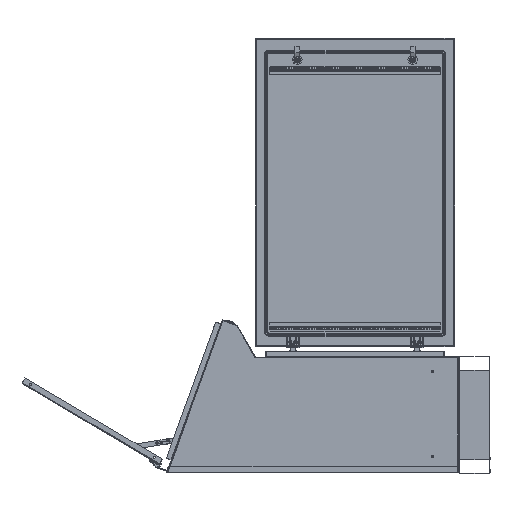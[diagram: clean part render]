
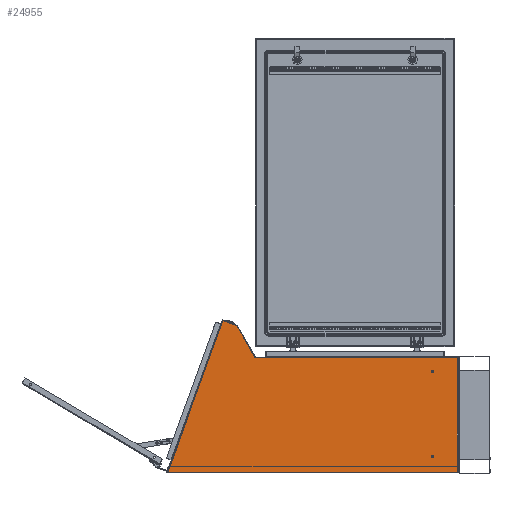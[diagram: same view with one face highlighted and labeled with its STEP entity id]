
A CAD part, left-side view. The second image highlights one B-rep face of the part: STEP entity #24955.
In plain terms, the highlighted face is planar.
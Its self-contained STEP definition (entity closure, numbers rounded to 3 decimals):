
#317 = ORIENTED_EDGE ( 'NONE', *, *, #3868, .T. ) ;
#958 = VERTEX_POINT ( 'NONE', #34869 ) ;
#1812 = CARTESIAN_POINT ( 'NONE',  ( 0., 619.864, 0. ) ) ;
#2252 = PLANE ( 'NONE',  #29330 ) ;
#3868 = EDGE_CURVE ( 'NONE', #958, #20971, #20550, .T. ) ;
#4792 = VERTEX_POINT ( 'NONE', #43679 ) ;
#4914 = CARTESIAN_POINT ( 'NONE',  ( -319.49, 82.5, 0. ) ) ;
#5374 = DIRECTION ( 'NONE',  ( 0., 0., 1. ) ) ;
#5442 = LINE ( 'NONE', #21604, #33038 ) ;
#7022 = VERTEX_POINT ( 'NONE', #17872 ) ;
#8165 = FACE_BOUND ( 'NONE', #63652, .T. ) ;
#9247 = VERTEX_POINT ( 'NONE', #44107 ) ;
#9328 = DIRECTION ( 'NONE',  ( 0., 0., 1. ) ) ;
#9449 = EDGE_CURVE ( 'NONE', #4792, #50059, #16056, .T. ) ;
#9611 = VERTEX_POINT ( 'NONE', #59794 ) ;
#12920 = EDGE_CURVE ( 'NONE', #53664, #9247, #46845, .T. ) ;
#13140 = ORIENTED_EDGE ( 'NONE', *, *, #17882, .T. ) ;
#13686 = FACE_BOUND ( 'NONE', #51865, .T. ) ;
#13800 = DIRECTION ( 'NONE',  ( 0., -1., 0. ) ) ;
#14091 = CIRCLE ( 'NONE', #71969, 0.5 ) ;
#14448 = ORIENTED_EDGE ( 'NONE', *, *, #73813, .T. ) ;
#14840 = FACE_OUTER_BOUND ( 'NONE', #24769, .T. ) ;
#14911 = DIRECTION ( 'NONE',  ( 0., 1., 0. ) ) ;
#15333 = ORIENTED_EDGE ( 'NONE', *, *, #71447, .F. ) ;
#15684 = DIRECTION ( 'NONE',  ( 0., 1., 0. ) ) ;
#16056 = LINE ( 'NONE', #75927, #34545 ) ;
#17134 = VECTOR ( 'NONE', #75275, 1000. ) ;
#17872 = CARTESIAN_POINT ( 'NONE',  ( -320.49, 82.5, 0. ) ) ;
#17882 = EDGE_CURVE ( 'NONE', #9611, #48325, #35019, .T. ) ;
#19448 = VERTEX_POINT ( 'NONE', #28000 ) ;
#20033 = ORIENTED_EDGE ( 'NONE', *, *, #12920, .F. ) ;
#20079 = ORIENTED_EDGE ( 'NONE', *, *, #68038, .F. ) ;
#20550 = LINE ( 'NONE', #27261, #17134 ) ;
#20578 = CIRCLE ( 'NONE', #29447, 0.5 ) ;
#20931 = VECTOR ( 'NONE', #13800, 1000. ) ;
#20971 = VERTEX_POINT ( 'NONE', #73551 ) ;
#21579 = DIRECTION ( 'NONE',  ( -0.94, 0.342, 0. ) ) ;
#21604 = CARTESIAN_POINT ( 'NONE',  ( 119.947, 761.227, 0. ) ) ;
#22037 = AXIS2_PLACEMENT_3D ( 'NONE', #35132, #64256, #59131 ) ;
#22716 = CARTESIAN_POINT ( 'NONE',  ( -319.99, 82.5, 0. ) ) ;
#22792 = DIRECTION ( 'NONE',  ( 1., 0., 0. ) ) ;
#23231 = EDGE_CURVE ( 'NONE', #20971, #4792, #5442, .T. ) ;
#24769 = EDGE_LOOP ( 'NONE', ( #55251, #63308, #14448, #13140, #61865, #317, #45233, #44785 ) ) ;
#24955 = ADVANCED_FACE ( 'NONE', ( #8165, #13686, #14840 ), #2252, .T. ) ;
#25472 = DIRECTION ( 'NONE',  ( 0., 0., 1. ) ) ;
#25977 = LINE ( 'NONE', #38176, #56163 ) ;
#26048 = LINE ( 'NONE', #62664, #20931 ) ;
#26307 = CARTESIAN_POINT ( 'NONE',  ( 0., 0., 0. ) ) ;
#27261 = CARTESIAN_POINT ( 'NONE',  ( 102.846, 714.242, 0. ) ) ;
#27852 = EDGE_CURVE ( 'NONE', #7022, #63095, #20578, .T. ) ;
#28000 = CARTESIAN_POINT ( 'NONE',  ( -369.99, 2.5, 0. ) ) ;
#29330 = AXIS2_PLACEMENT_3D ( 'NONE', #26307, #9328, #38908 ) ;
#29447 = AXIS2_PLACEMENT_3D ( 'NONE', #22716, #5374, #65271 ) ;
#30432 = EDGE_CURVE ( 'NONE', #19448, #59538, #25977, .T. ) ;
#31608 = DIRECTION ( 'NONE',  ( 0., 1., 0. ) ) ;
#33038 = VECTOR ( 'NONE', #58253, 1000. ) ;
#34545 = VECTOR ( 'NONE', #21579, 1000. ) ;
#34869 = CARTESIAN_POINT ( 'NONE',  ( 0., 654.864, 0. ) ) ;
#35019 = LINE ( 'NONE', #51552, #51906 ) ;
#35132 = CARTESIAN_POINT ( 'NONE',  ( -319.99, 82.5, 0. ) ) ;
#37696 = DIRECTION ( 'NONE',  ( 1., 0., 0. ) ) ;
#38176 = CARTESIAN_POINT ( 'NONE',  ( -369.99, 2.5, 0. ) ) ;
#38362 = CARTESIAN_POINT ( 'NONE',  ( 0., 2.5, 0. ) ) ;
#38908 = DIRECTION ( 'NONE',  ( 1., 0., 0. ) ) ;
#39963 = VECTOR ( 'NONE', #14911, 1000. ) ;
#40528 = CARTESIAN_POINT ( 'NONE',  ( -369.99, 936.889, 0. ) ) ;
#41867 = EDGE_CURVE ( 'NONE', #50059, #19448, #26048, .T. ) ;
#43244 = CARTESIAN_POINT ( 'NONE',  ( -44.99, 82.5, 0. ) ) ;
#43679 = CARTESIAN_POINT ( 'NONE',  ( 119.092, 758.877, 0. ) ) ;
#43956 = ORIENTED_EDGE ( 'NONE', *, *, #27852, .F. ) ;
#44107 = CARTESIAN_POINT ( 'NONE',  ( -45.49, 82.5, 0. ) ) ;
#44384 = AXIS2_PLACEMENT_3D ( 'NONE', #70448, #76748, #22792 ) ;
#44785 = ORIENTED_EDGE ( 'NONE', *, *, #9449, .T. ) ;
#45233 = ORIENTED_EDGE ( 'NONE', *, *, #23231, .T. ) ;
#46845 = CIRCLE ( 'NONE', #44384, 0.5 ) ;
#47004 = EDGE_CURVE ( 'NONE', #48325, #958, #62338, .T. ) ;
#48325 = VERTEX_POINT ( 'NONE', #1812 ) ;
#50004 = DIRECTION ( 'NONE',  ( 1., 0., 0. ) ) ;
#50059 = VERTEX_POINT ( 'NONE', #40528 ) ;
#51552 = CARTESIAN_POINT ( 'NONE',  ( 0., 46.75, 0. ) ) ;
#51865 = EDGE_LOOP ( 'NONE', ( #20079, #20033 ) ) ;
#51906 = VECTOR ( 'NONE', #15684, 1000. ) ;
#53664 = VERTEX_POINT ( 'NONE', #65960 ) ;
#55251 = ORIENTED_EDGE ( 'NONE', *, *, #41867, .T. ) ;
#56044 = CIRCLE ( 'NONE', #22037, 0.5 ) ;
#56163 = VECTOR ( 'NONE', #50004, 1000. ) ;
#56715 = LINE ( 'NONE', #68890, #39963 ) ;
#56757 = VECTOR ( 'NONE', #31608, 1000. ) ;
#58253 = DIRECTION ( 'NONE',  ( 0.342, 0.94, 0. ) ) ;
#59131 = DIRECTION ( 'NONE',  ( 1., 0., 0. ) ) ;
#59538 = VERTEX_POINT ( 'NONE', #38362 ) ;
#59794 = CARTESIAN_POINT ( 'NONE',  ( 0., 46.75, 0. ) ) ;
#60757 = CARTESIAN_POINT ( 'NONE',  ( 0., 0., 0. ) ) ;
#61865 = ORIENTED_EDGE ( 'NONE', *, *, #47004, .T. ) ;
#62338 = LINE ( 'NONE', #60757, #56757 ) ;
#62664 = CARTESIAN_POINT ( 'NONE',  ( -369.99, 0., 0. ) ) ;
#63095 = VERTEX_POINT ( 'NONE', #4914 ) ;
#63308 = ORIENTED_EDGE ( 'NONE', *, *, #30432, .T. ) ;
#63652 = EDGE_LOOP ( 'NONE', ( #43956, #15333 ) ) ;
#64256 = DIRECTION ( 'NONE',  ( 0., 0., 1. ) ) ;
#65271 = DIRECTION ( 'NONE',  ( 1., 0., 0. ) ) ;
#65960 = CARTESIAN_POINT ( 'NONE',  ( -44.49, 82.5, 0. ) ) ;
#68038 = EDGE_CURVE ( 'NONE', #9247, #53664, #14091, .T. ) ;
#68890 = CARTESIAN_POINT ( 'NONE',  ( 0., 0., 0. ) ) ;
#70448 = CARTESIAN_POINT ( 'NONE',  ( -44.99, 82.5, 0. ) ) ;
#71447 = EDGE_CURVE ( 'NONE', #63095, #7022, #56044, .T. ) ;
#71969 = AXIS2_PLACEMENT_3D ( 'NONE', #43244, #25472, #37696 ) ;
#73551 = CARTESIAN_POINT ( 'NONE',  ( 102.846, 714.242, 0. ) ) ;
#73813 = EDGE_CURVE ( 'NONE', #59538, #9611, #56715, .T. ) ;
#75275 = DIRECTION ( 'NONE',  ( 0.866, 0.5, 0. ) ) ;
#75927 = CARTESIAN_POINT ( 'NONE',  ( 119.092, 758.877, 0. ) ) ;
#76748 = DIRECTION ( 'NONE',  ( 0., 0., 1. ) ) ;
